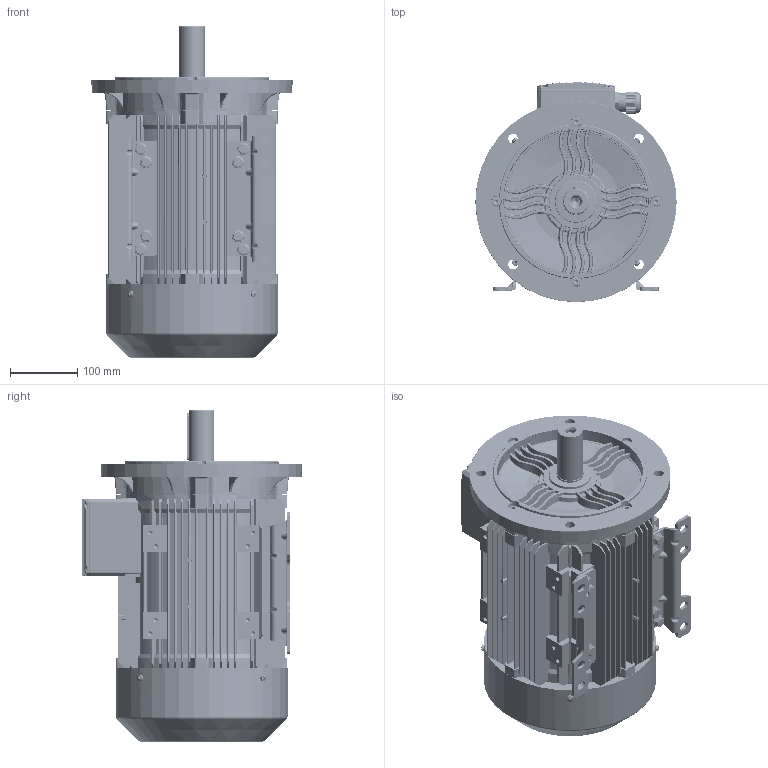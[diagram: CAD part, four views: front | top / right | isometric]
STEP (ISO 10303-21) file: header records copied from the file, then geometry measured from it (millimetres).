
FILE_DESCRIPTION (( 'STEP AP214' ), '1' );
FILE_NAME ('2EL132M6_PA_K1-A.STEP', '2019-07-17T05:30:42', ( '' ), ( '' ), 'SwSTEP 2.0', 'SolidWorks 2019', '' );
FILE_SCHEMA (( 'AUTOMOTIVE_DESIGN' ));
Length unit declared in the file: millimetre
Products named in the file (1): 2EL132M6_PA_K1-A
Bounding box: 299.96 x 328.64 x 494.62 mm (x, y, z)
Volume: 18701265.6 mm3; surface area: 1075707.1 mm2
Topology: 1 solids, 105 shells, 6203 faces, 15985 edges, 10006 vertices
Faces by surface type: cylinder 1859, plane 1842, cone 1026, bspline 936, torus 507, sphere 33
Entity records: 227247 total; most frequent: CARTESIAN_POINT 84995, ORIENTED_EDGE 31696, DIRECTION 28031, EDGE_CURVE 15848, AXIS2_PLACEMENT_3D 11081, VERTEX_POINT 10006, EDGE_LOOP 6578, ADVANCED_FACE 6203
